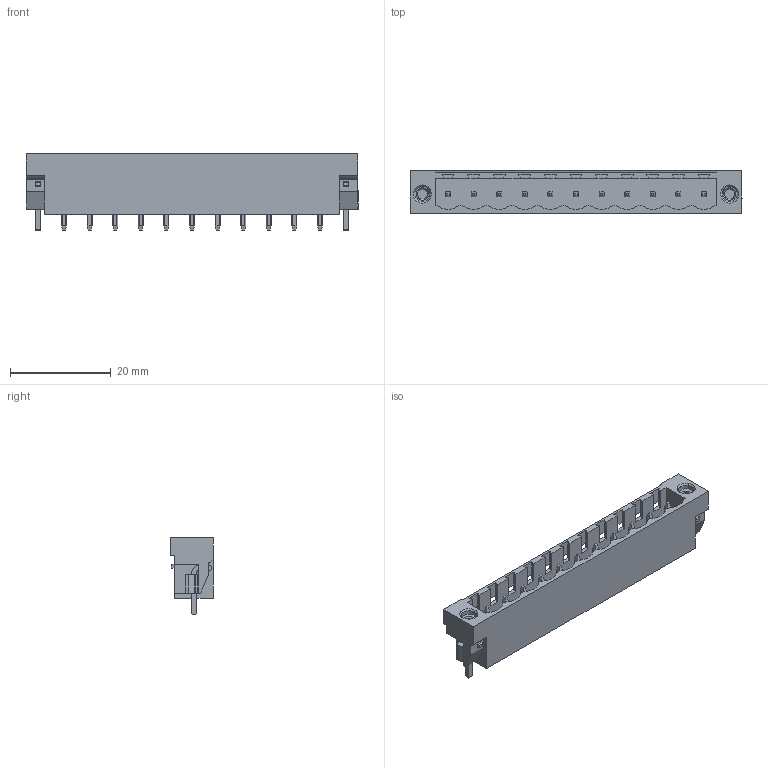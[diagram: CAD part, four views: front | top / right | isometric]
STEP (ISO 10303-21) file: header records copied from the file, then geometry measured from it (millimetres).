
FILE_DESCRIPTION(('CATIA V5 STEP Exchange','CAx-IF Rec.Pracs.--- Model Styling and Organization---1.2---2011-12-15'),'2;1');
FILE_NAME ('D1449120_0', '2018-10-25T03:32:35+00:00', ('none'), ('Weidmueller'), 'CATIA Version 5-6 Release 2014', 'CATIA V5 STEP AP214', 'none');
FILE_SCHEMA(('AUTOMOTIVE_DESIGN { 1 0 10303 214 1 1 1 1 }'));
Length unit declared in the file: millimetre
Products named in the file (1): 1148190000
Bounding box: 65.88 x 8.43 x 15.2 mm (x, y, z)
Volume: 3126.1 mm3; surface area: 5185.4 mm2
Topology: 16 solids, 16 shells, 563 faces, 1655 edges, 1102 vertices
Faces by surface type: plane 428, cylinder 123, cone 12
Entity records: 17376 total; most frequent: CARTESIAN_POINT 3706, ORIENTED_EDGE 3310, DIRECTION 2055, EDGE_CURVE 1655, VECTOR 1221, LINE 1221, VERTEX_POINT 1102, EDGE_LOOP 597
